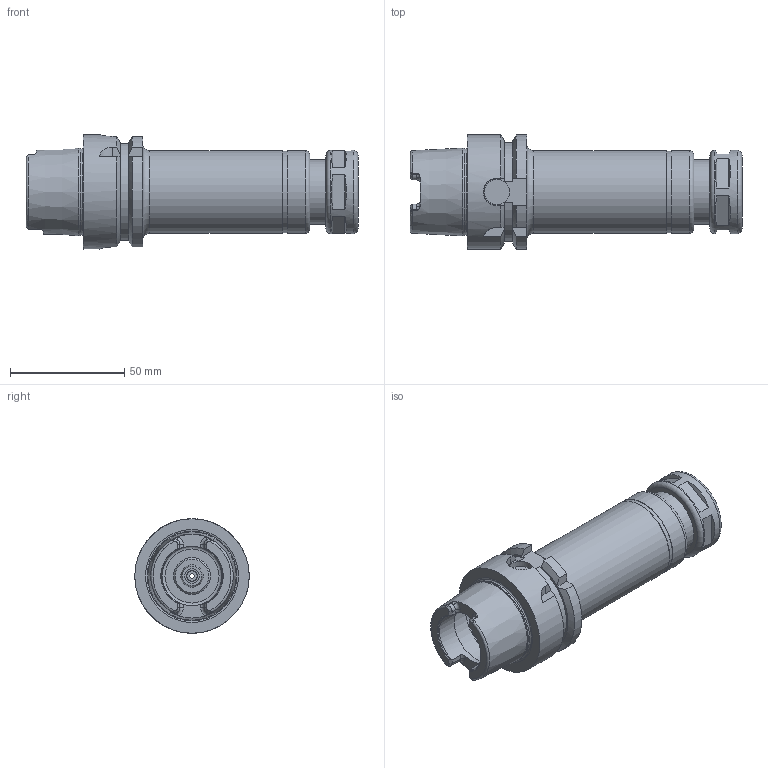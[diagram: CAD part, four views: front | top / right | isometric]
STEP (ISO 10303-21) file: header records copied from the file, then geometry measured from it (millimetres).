
FILE_DESCRIPTION((''),'2;1');
FILE_NAME('536014116120-3D.stp','2020-01-07T16:23:57',('nttooll'),(''),'Autodesk Inventor 2012','Autodesk Inventor 2012','');
FILE_SCHEMA(('AUTOMOTIVE_DESIGN { 1 0 10303 214 1 1 1 1 }'));
Length unit declared in the file: millimetre
Products named in the file (1): 536014116120-3D
Bounding box: 145 x 50 x 50 mm (x, y, z)
Volume: 121577.4 mm3; surface area: 33772.3 mm2
Topology: 1 solids, 1 shells, 185 faces, 415 edges, 260 vertices
Faces by surface type: plane 86, cylinder 52, cone 29, torus 18
Full cylindrical faces by diameter (mm): 2 x1, 4.5 x1, 5 x1, 6.4 x1, 6.5 x1, 9.5 x1, 10 x1, 11 x1, 12.8 x1, 13.319 x1, 15.8 x1, 15.9 x1, 16 x1, 16.3 x1, 17 x2, 17.5 x1, 20 x1, 22.1 x1, 24.5 x1, 26 x1, 26.6 x1, 28 x2, 32 x1, 35.6 x1, 36 x2, 36.3 x1, 37.9 x1, 50 x1
Entity records: 4994 total; most frequent: CARTESIAN_POINT 1048, DIRECTION 856, ORIENTED_EDGE 708, AXIS2_PLACEMENT_3D 360, EDGE_CURVE 354, EDGE_LOOP 270, VERTEX_POINT 254, FACE_OUTER_BOUND 185
